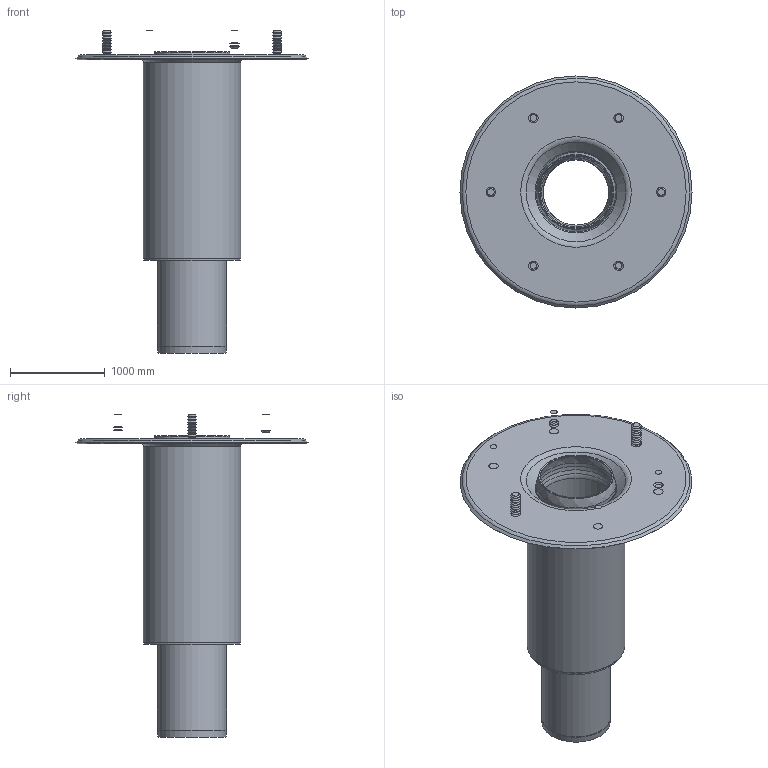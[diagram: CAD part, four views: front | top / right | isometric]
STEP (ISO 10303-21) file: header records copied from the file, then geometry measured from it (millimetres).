
FILE_DESCRIPTION(/* description */ (''),/* implementation_level */ '2;1');
FILE_NAME(/* name */ '21997.070X_3D.stp',/* time_stamp */ '2024-12-12T09:29:14+01:00',/* author */ ('CAD'),/* organization */ (''),/* preprocessor_version */ 'ST-DEVELOPER v20',/* originating_system */ 'AutoCAD Mechanical',/* authorisation */ '');
FILE_SCHEMA (('AUTOMOTIVE_DESIGN { 1 0 10303 214 3 1 1 }'));
Length unit declared in the file: centimetre
Products named in the file (2): Product; *S0
Assembly tree (1 placements, depth 2):
  Product
    *S0
Bounding box: 2450 x 2450 x 3400 mm (x, y, z)
Volume: 970969652.1 mm3; surface area: 52243095.1 mm2
Topology: 11 solids, 11 shells, 189 faces, 368 edges, 207 vertices
Faces by surface type: cone 123, plane 28, torus 15, cylinder 15, bspline 8
Full cylindrical faces by diameter (mm): 700 x1, 730 x3, 758 x1, 788 x2, 805 x2, 808 x1, 838 x1, 1000 x2, 1020 x1, 1030 x1
Entity records: 5039 total; most frequent: CARTESIAN_POINT 975, DIRECTION 966, ORIENTED_EDGE 736, AXIS2_PLACEMENT_3D 414, EDGE_CURVE 368, CIRCLE 230, VERTEX_POINT 207, EDGE_LOOP 205
